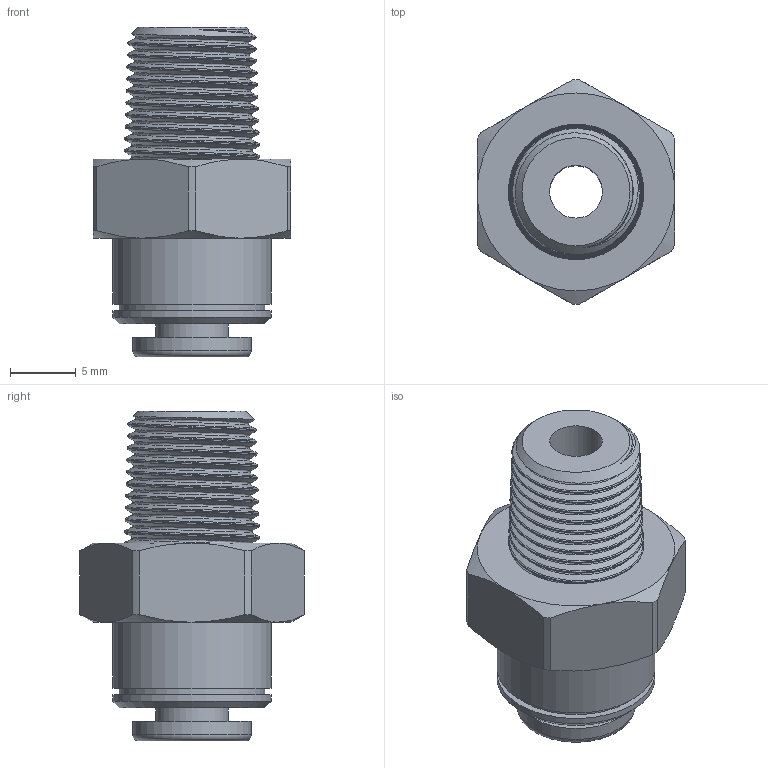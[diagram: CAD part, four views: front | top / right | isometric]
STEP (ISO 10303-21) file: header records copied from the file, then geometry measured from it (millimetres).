
FILE_DESCRIPTION(/* description */ (''),/* implementation_level */ '2;1');
FILE_NAME(/* name */ 'BSP Bowden Connector v1 (1).step',/* time_stamp */ '2023-12-11T12:14:12-08:00',/* author */ (''),/* organization */ (''),/* preprocessor_version */ 'ST-DEVELOPER v20',/* originating_system */ 'Autodesk Translation Framework v12.14.0.127',/* authorisation */ '');
FILE_SCHEMA (('AUTOMOTIVE_DESIGN { 1 0 10303 214 3 1 1 }'));
Length unit declared in the file: millimetre
Products named in the file (1): BSP Bowden Connector v1 (1)
Bounding box: 15 x 17 x 25 mm (x, y, z)
Volume: 2374.4 mm3; surface area: 1847.5 mm2
Topology: 1 solids, 1 shells, 60 faces, 163 edges, 111 vertices
Faces by surface type: cone 27, plane 14, cylinder 12, bspline 5, torus 2
Full cylindrical faces by diameter (mm): 4 x1, 5.5 x1, 9 x1, 11 x1, 12 x2
Entity records: 21022 total; most frequent: CARTESIAN_POINT 19607, ORIENTED_EDGE 326, DIRECTION 242, EDGE_CURVE 163, VERTEX_POINT 111, AXIS2_PLACEMENT_3D 105, EDGE_LOOP 68, FACE_OUTER_BOUND 60
